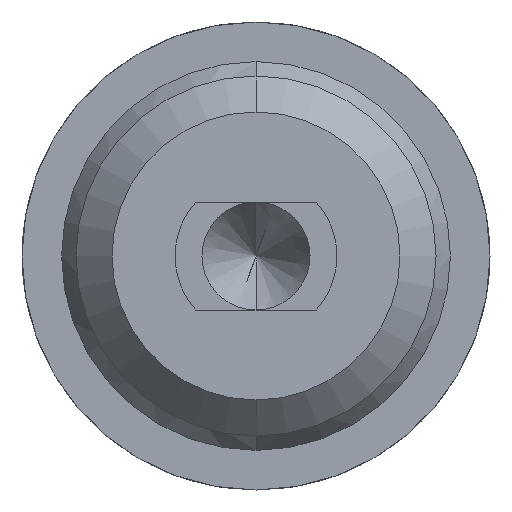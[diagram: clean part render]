
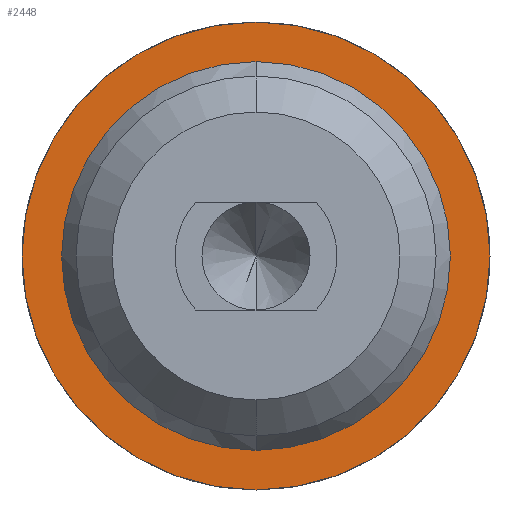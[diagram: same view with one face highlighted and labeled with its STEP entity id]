
A CAD part, front view. The second image highlights one B-rep face of the part: STEP entity #2448.
In plain terms, the highlighted planar face has unit normal (0, -1, 0).
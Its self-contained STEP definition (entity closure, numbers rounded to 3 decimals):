
#250 = AXIS2_PLACEMENT_3D ( 'NONE', #603, #4726, #2474 ) ;
#259 = CARTESIAN_POINT ( 'NONE',  ( 0., 27.9, 0. ) ) ;
#315 = AXIS2_PLACEMENT_3D ( 'NONE', #2782, #3532, #3924 ) ;
#349 = CARTESIAN_POINT ( 'NONE',  ( 0., 27.9, -1.08 ) ) ;
#539 = FACE_OUTER_BOUND ( 'NONE', #1400, .T. ) ;
#603 = CARTESIAN_POINT ( 'NONE',  ( 1.08, 27.9, 0. ) ) ;
#728 = FACE_BOUND ( 'NONE', #4088, .T. ) ;
#796 = CARTESIAN_POINT ( 'NONE',  ( 0., 27.9, 0. ) ) ;
#952 = DIRECTION ( 'NONE',  ( 0., -1., 0. ) ) ;
#1001 = AXIS2_PLACEMENT_3D ( 'NONE', #259, #4092, #4423 ) ;
#1132 = ORIENTED_EDGE ( 'NONE', *, *, #3396, .F. ) ;
#1204 = VERTEX_POINT ( 'NONE', #1231 ) ;
#1231 = CARTESIAN_POINT ( 'NONE',  ( 0., 27.9, 1.3 ) ) ;
#1400 = EDGE_LOOP ( 'NONE', ( #1602, #1960 ) ) ;
#1498 = AXIS2_PLACEMENT_3D ( 'NONE', #796, #1965, #1536 ) ;
#1536 = DIRECTION ( 'NONE',  ( 0., 0., -1. ) ) ;
#1589 = AXIS2_PLACEMENT_3D ( 'NONE', #1664, #952, #4357 ) ;
#1602 = ORIENTED_EDGE ( 'NONE', *, *, #2144, .T. ) ;
#1664 = CARTESIAN_POINT ( 'NONE',  ( 0., 27.9, 0. ) ) ;
#1937 = CIRCLE ( 'NONE', #1589, 1.08 ) ;
#1943 = CIRCLE ( 'NONE', #1498, 1.3 ) ;
#1960 = ORIENTED_EDGE ( 'NONE', *, *, #2851, .T. ) ;
#1965 = DIRECTION ( 'NONE',  ( 0., -1., 0. ) ) ;
#1966 = VERTEX_POINT ( 'NONE', #3166 ) ;
#1983 = ORIENTED_EDGE ( 'NONE', *, *, #4796, .F. ) ;
#2048 = PLANE ( 'NONE',  #250 ) ;
#2144 = EDGE_CURVE ( 'Defeature ausgef�hrt3_7+Defeature ausgef�hrt3_8+Defeature ausgef�hrt3_8+Defeature ausgef�hrt3_8', #1966, #1204, #2365, .T. ) ;
#2365 = CIRCLE ( 'NONE', #1001, 1.3 ) ;
#2448 = ADVANCED_FACE ( 'Defeature ausgef�hrt3_7', ( #539, #728 ), #2048, .T. ) ;
#2474 = DIRECTION ( 'NONE',  ( 0., 0., -1. ) ) ;
#2782 = CARTESIAN_POINT ( 'NONE',  ( 0., 27.9, 0. ) ) ;
#2851 = EDGE_CURVE ( 'Defeature ausgef�hrt3_7+Defeature ausgef�hrt3_8+Defeature ausgef�hrt3_8+Defeature ausgef�hrt3_8', #1204, #1966, #1943, .T. ) ;
#3109 = CIRCLE ( 'NONE', #315, 1.08 ) ;
#3166 = CARTESIAN_POINT ( 'NONE',  ( 0., 27.9, -1.3 ) ) ;
#3269 = CARTESIAN_POINT ( 'NONE',  ( 0., 27.9, 1.08 ) ) ;
#3396 = EDGE_CURVE ( 'Defeature ausgef�hrt3_6+Defeature ausgef�hrt3_7+Defeature ausgef�hrt3_7+Defeature ausgef�hrt3_7', #4487, #3489, #1937, .T. ) ;
#3489 = VERTEX_POINT ( 'NONE', #3269 ) ;
#3532 = DIRECTION ( 'NONE',  ( 0., -1., 0. ) ) ;
#3924 = DIRECTION ( 'NONE',  ( 0., 0., -1. ) ) ;
#4088 = EDGE_LOOP ( 'NONE', ( #1132, #1983 ) ) ;
#4092 = DIRECTION ( 'NONE',  ( 0., -1., 0. ) ) ;
#4357 = DIRECTION ( 'NONE',  ( 0., 0., -1. ) ) ;
#4423 = DIRECTION ( 'NONE',  ( 0., 0., -1. ) ) ;
#4487 = VERTEX_POINT ( 'NONE', #349 ) ;
#4726 = DIRECTION ( 'NONE',  ( 0., -1., 0. ) ) ;
#4796 = EDGE_CURVE ( 'Defeature ausgef�hrt3_6+Defeature ausgef�hrt3_7+Defeature ausgef�hrt3_7+Defeature ausgef�hrt3_7', #3489, #4487, #3109, .T. ) ;
